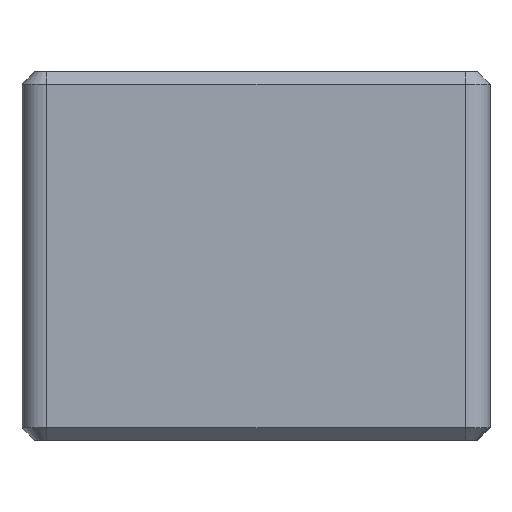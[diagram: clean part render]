
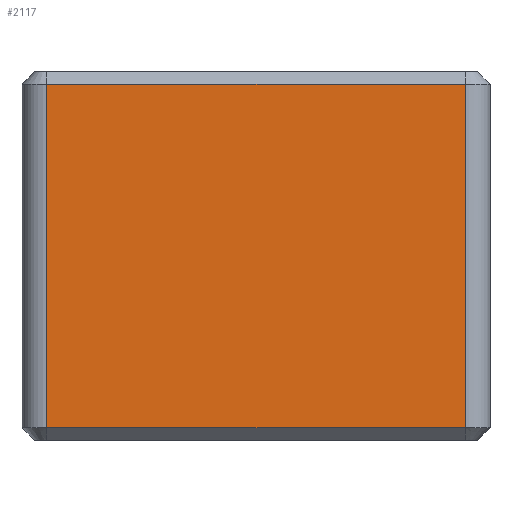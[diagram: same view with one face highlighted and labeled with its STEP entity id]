
A CAD part, front view. The second image highlights one B-rep face of the part: STEP entity #2117.
In plain terms, the highlighted planar face has unit normal (0, -1, 0).
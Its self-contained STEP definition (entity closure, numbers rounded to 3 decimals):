
#232 = VECTOR ( 'NONE', #2835, 1000. ) ;
#265 = EDGE_CURVE ( 'NONE', #2135, #2277, #3464, .T. ) ;
#286 = CARTESIAN_POINT ( 'NONE',  ( 0., 0., 6.9 ) ) ;
#397 = PLANE ( 'NONE',  #2052 ) ;
#425 = DIRECTION ( 'NONE',  ( 0., 1., 0. ) ) ;
#491 = VECTOR ( 'NONE', #3585, 1000. ) ;
#674 = ORIENTED_EDGE ( 'NONE', *, *, #896, .T. ) ;
#881 = EDGE_LOOP ( 'NONE', ( #3315, #3479, #674, #1810 ) ) ;
#896 = EDGE_CURVE ( 'NONE', #1824, #2135, #3551, .T. ) ;
#1184 = CARTESIAN_POINT ( 'NONE',  ( 8.4, 0., 0. ) ) ;
#1223 = DIRECTION ( 'NONE',  ( 0., 0., 1. ) ) ;
#1287 = LINE ( 'NONE', #286, #491 ) ;
#1461 = CARTESIAN_POINT ( 'NONE',  ( -8.4, 0., 0. ) ) ;
#1721 = VERTEX_POINT ( 'NONE', #3893 ) ;
#1738 = VECTOR ( 'NONE', #1768, 1000. ) ;
#1768 = DIRECTION ( 'NONE',  ( 0., 0., -1. ) ) ;
#1789 = CARTESIAN_POINT ( 'NONE',  ( -8.4, 0., 6.9 ) ) ;
#1810 = ORIENTED_EDGE ( 'NONE', *, *, #265, .T. ) ;
#1824 = VERTEX_POINT ( 'NONE', #1789 ) ;
#1899 = CARTESIAN_POINT ( 'NONE',  ( 0., 0., -6.9 ) ) ;
#1928 = DIRECTION ( 'NONE',  ( 0., 0., 1. ) ) ;
#1960 = VECTOR ( 'NONE', #1223, 1000. ) ;
#2052 = AXIS2_PLACEMENT_3D ( 'NONE', #3487, #425, #1928 ) ;
#2069 = FACE_OUTER_BOUND ( 'NONE', #881, .T. ) ;
#2117 = ADVANCED_FACE ( 'NONE', ( #2069 ), #397, .F. ) ;
#2135 = VERTEX_POINT ( 'NONE', #2255 ) ;
#2255 = CARTESIAN_POINT ( 'NONE',  ( -8.4, 0., -6.9 ) ) ;
#2277 = VERTEX_POINT ( 'NONE', #2282 ) ;
#2282 = CARTESIAN_POINT ( 'NONE',  ( 8.4, 0., -6.9 ) ) ;
#2835 = DIRECTION ( 'NONE',  ( 1., 0., 0. ) ) ;
#3290 = EDGE_CURVE ( 'NONE', #1721, #1824, #1287, .T. ) ;
#3315 = ORIENTED_EDGE ( 'NONE', *, *, #3462, .T. ) ;
#3462 = EDGE_CURVE ( 'NONE', #2277, #1721, #3671, .T. ) ;
#3464 = LINE ( 'NONE', #1899, #232 ) ;
#3479 = ORIENTED_EDGE ( 'NONE', *, *, #3290, .T. ) ;
#3487 = CARTESIAN_POINT ( 'NONE',  ( 0., 0., 0. ) ) ;
#3551 = LINE ( 'NONE', #1461, #1738 ) ;
#3585 = DIRECTION ( 'NONE',  ( -1., 0., 0. ) ) ;
#3671 = LINE ( 'NONE', #1184, #1960 ) ;
#3893 = CARTESIAN_POINT ( 'NONE',  ( 8.4, 0., 6.9 ) ) ;
